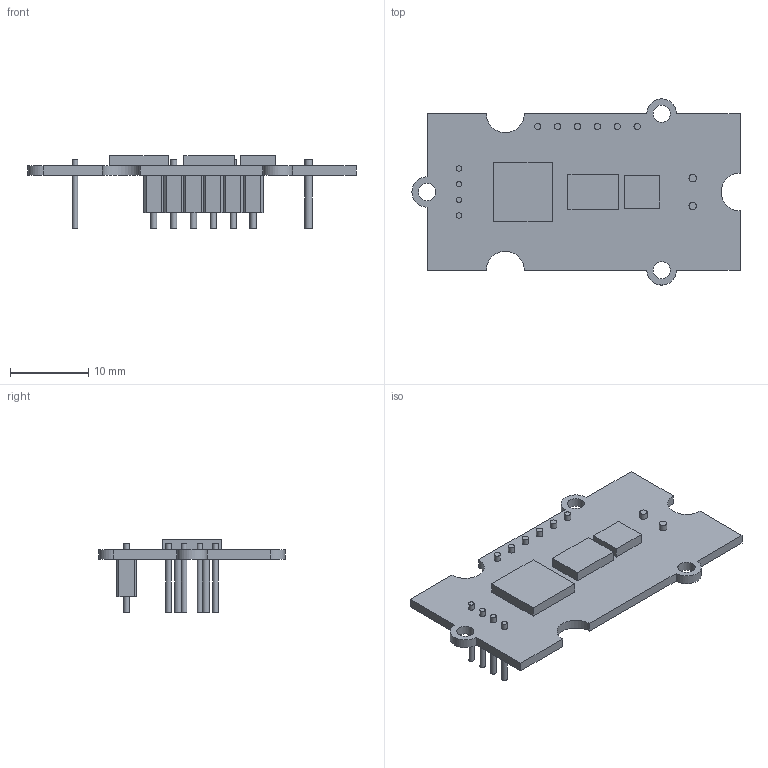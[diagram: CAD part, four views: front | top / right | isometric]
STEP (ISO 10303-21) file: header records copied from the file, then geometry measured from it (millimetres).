
FILE_DESCRIPTION(/* description */ (''),/* implementation_level */ '2;1');
FILE_NAME(/* name */ 'Longan_I2C_Can.step',/* time_stamp */ '2025-04-21T13:03:14+02:00',/* author */ (''),/* organization */ (''),/* preprocessor_version */ 'ST-DEVELOPER v20.1',/* originating_system */ 'Autodesk Translation Framework v14.4.0.0',/* authorisation */ '');
FILE_SCHEMA (('AUTOMOTIVE_DESIGN { 1 0 10303 214 3 1 1 }'));
Length unit declared in the file: millimetre
Products named in the file (4): Longan_I2C_Can; board; pins; chips
Assembly tree (3 placements, depth 2):
  Longan_I2C_Can
    board
    pins
    chips
Bounding box: 41.94 x 23.8 x 9.3 mm (x, y, z)
Volume: 1280.6 mm3; surface area: 2660.4 mm2
Topology: 17 solids, 17 shells, 133 faces, 297 edges, 198 vertices
Faces by surface type: plane 94, cylinder 39
Full cylindrical faces by diameter (mm): 0.7 x8, 0.8 x18, 0.95 x4, 2.2 x3
Entity records: 3897 total; most frequent: DIRECTION 655, CARTESIAN_POINT 635, ORIENTED_EDGE 594, EDGE_CURVE 297, LINE 219, VECTOR 219, AXIS2_PLACEMENT_3D 218, VERTEX_POINT 198
